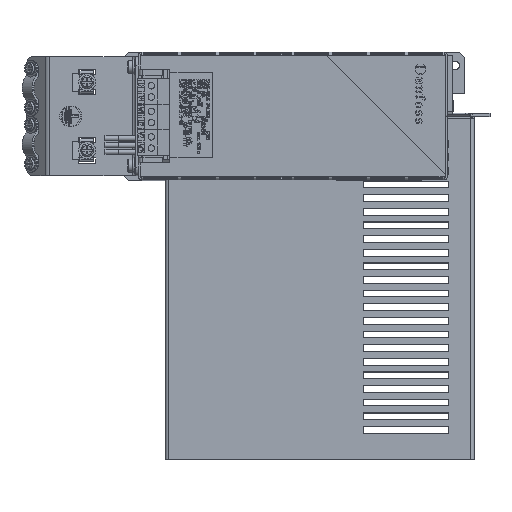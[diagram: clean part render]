
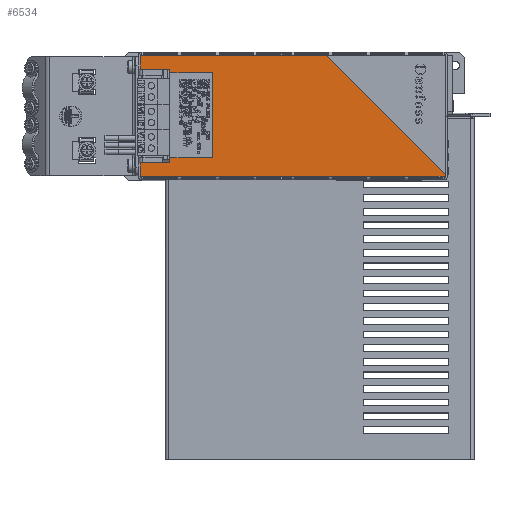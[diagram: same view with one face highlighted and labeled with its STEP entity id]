
A CAD part, top view. The second image highlights one B-rep face of the part: STEP entity #6534.
In plain terms, the highlighted face is planar.
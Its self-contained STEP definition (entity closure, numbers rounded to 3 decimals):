
#6534 = ADVANCED_FACE( '', ( #13690 ), #13691, .F. );
#13690 = FACE_OUTER_BOUND( '', #22363, .T. );
#13691 = PLANE( '', #22364 );
#22363 = EDGE_LOOP( '', ( #60831, #60832, #60833, #60834, #60835, #60836, #60837, #60838, #60839, #60840, #60841, #60842 ) );
#22364 = AXIS2_PLACEMENT_3D( '', #60843, #60844, #60845 );
#60831 = ORIENTED_EDGE( '', *, *, #72659, .F. );
#60832 = ORIENTED_EDGE( '', *, *, #72660, .F. );
#60833 = ORIENTED_EDGE( '', *, *, #72661, .F. );
#60834 = ORIENTED_EDGE( '', *, *, #72662, .T. );
#60835 = ORIENTED_EDGE( '', *, *, #72663, .T. );
#60836 = ORIENTED_EDGE( '', *, *, #72572, .T. );
#60837 = ORIENTED_EDGE( '', *, *, #72574, .F. );
#60838 = ORIENTED_EDGE( '', *, *, #72658, .T. );
#60839 = ORIENTED_EDGE( '', *, *, #72664, .T. );
#60840 = ORIENTED_EDGE( '', *, *, #72665, .T. );
#60841 = ORIENTED_EDGE( '', *, *, #72550, .F. );
#60842 = ORIENTED_EDGE( '', *, *, #72666, .F. );
#60843 = CARTESIAN_POINT( '', ( -90.7, 1., -37.5 ) );
#60844 = DIRECTION( '', ( 0., -1., 0. ) );
#60845 = DIRECTION( '', ( 0., 0., -1. ) );
#72550 = EDGE_CURVE( '', #85129, #85130, #85131, .T. );
#72572 = EDGE_CURVE( '', #85166, #85170, #85172, .T. );
#72574 = EDGE_CURVE( '', #85173, #85170, #85176, .T. );
#72658 = EDGE_CURVE( '', #85173, #85337, #85339, .T. );
#72659 = EDGE_CURVE( '', #85340, #85341, #85342, .T. );
#72660 = EDGE_CURVE( '', #85343, #85340, #85344, .T. );
#72661 = EDGE_CURVE( '', #85345, #85343, #85346, .T. );
#72662 = EDGE_CURVE( '', #85345, #85347, #85348, .T. );
#72663 = EDGE_CURVE( '', #85347, #85166, #85349, .T. );
#72664 = EDGE_CURVE( '', #85337, #85350, #85351, .T. );
#72665 = EDGE_CURVE( '', #85350, #85130, #85352, .T. );
#72666 = EDGE_CURVE( '', #85341, #85129, #85353, .T. );
#85129 = VERTEX_POINT( '', #136292 );
#85130 = VERTEX_POINT( '', #136293 );
#85131 = LINE( '', #136294, #136295 );
#85166 = VERTEX_POINT( '', #136348 );
#85170 = VERTEX_POINT( '', #136354 );
#85172 = LINE( '', #136357, #136358 );
#85173 = VERTEX_POINT( '', #136359 );
#85176 = LINE( '', #136363, #136364 );
#85337 = VERTEX_POINT( '', #136607 );
#85339 = LINE( '', #136610, #136611 );
#85340 = VERTEX_POINT( '', #136612 );
#85341 = VERTEX_POINT( '', #136613 );
#85342 = LINE( '', #136614, #136615 );
#85343 = VERTEX_POINT( '', #136616 );
#85344 = LINE( '', #136617, #136618 );
#85345 = VERTEX_POINT( '', #136619 );
#85346 = LINE( '', #136620, #136621 );
#85347 = VERTEX_POINT( '', #136622 );
#85348 = LINE( '', #136623, #136624 );
#85349 = LINE( '', #136625, #136626 );
#85350 = VERTEX_POINT( '', #136627 );
#85351 = LINE( '', #136628, #136629 );
#85352 = LINE( '', #136630, #136631 );
#85353 = LINE( '', #136632, #136633 );
#136292 = CARTESIAN_POINT( '', ( -89.698, 1., -27.5 ) );
#136293 = CARTESIAN_POINT( '', ( -89.698, 1., -35.5 ) );
#136294 = CARTESIAN_POINT( '', ( -89.698, 1., 37.5 ) );
#136295 = VECTOR( '', #146569, 1000. );
#136348 = CARTESIAN_POINT( '', ( 88.7, 1., 35.5 ) );
#136354 = CARTESIAN_POINT( '', ( 89.698, 1., 35.5 ) );
#136357 = CARTESIAN_POINT( '', ( -90.7, 1., 35.5 ) );
#136358 = VECTOR( '', #146591, 1000. );
#136359 = CARTESIAN_POINT( '', ( 89.698, 1., -35.5 ) );
#136363 = CARTESIAN_POINT( '', ( 89.698, 1., -37.5 ) );
#136364 = VECTOR( '', #146593, 1000. );
#136607 = CARTESIAN_POINT( '', ( 88.7, 1., -35.5 ) );
#136610 = CARTESIAN_POINT( '', ( 90.7, 1., -35.5 ) );
#136611 = VECTOR( '', #146677, 1000. );
#136612 = CARTESIAN_POINT( '', ( -72.2, 1., 27.5 ) );
#136613 = CARTESIAN_POINT( '', ( -72.2, 1., -27.5 ) );
#136614 = CARTESIAN_POINT( '', ( -72.2, 1., 27.5 ) );
#136615 = VECTOR( '', #146678, 1000. );
#136616 = CARTESIAN_POINT( '', ( -89.698, 1., 27.5 ) );
#136617 = CARTESIAN_POINT( '', ( -72.2, 1., 27.5 ) );
#136618 = VECTOR( '', #146679, 1000. );
#136619 = CARTESIAN_POINT( '', ( -89.698, 1., 35.5 ) );
#136620 = CARTESIAN_POINT( '', ( -89.698, 1., 37.5 ) );
#136621 = VECTOR( '', #146680, 1000. );
#136622 = CARTESIAN_POINT( '', ( -88.7, 1., 35.5 ) );
#136623 = CARTESIAN_POINT( '', ( -90.7, 1., 35.5 ) );
#136624 = VECTOR( '', #146681, 1000. );
#136625 = CARTESIAN_POINT( '', ( -90.7, 1., 35.5 ) );
#136626 = VECTOR( '', #146682, 1000. );
#136627 = CARTESIAN_POINT( '', ( -88.7, 1., -35.5 ) );
#136628 = CARTESIAN_POINT( '', ( 90.7, 1., -35.5 ) );
#136629 = VECTOR( '', #146683, 1000. );
#136630 = CARTESIAN_POINT( '', ( 90.7, 1., -35.5 ) );
#136631 = VECTOR( '', #146684, 1000. );
#136632 = CARTESIAN_POINT( '', ( -72.2, 1., -27.5 ) );
#136633 = VECTOR( '', #146685, 1000. );
#146569 = DIRECTION( '', ( 0., 0., -1. ) );
#146591 = DIRECTION( '', ( 1., 0., 0. ) );
#146593 = DIRECTION( '', ( 0., 0., 1. ) );
#146677 = DIRECTION( '', ( -1., 0., 0. ) );
#146678 = DIRECTION( '', ( 0., 0., -1. ) );
#146679 = DIRECTION( '', ( 1., 0., 0. ) );
#146680 = DIRECTION( '', ( 0., 0., -1. ) );
#146681 = DIRECTION( '', ( 1., 0., 0. ) );
#146682 = DIRECTION( '', ( 1., 0., 0. ) );
#146683 = DIRECTION( '', ( -1., 0., 0. ) );
#146684 = DIRECTION( '', ( -1., 0., 0. ) );
#146685 = DIRECTION( '', ( -1., 0., 0. ) );
